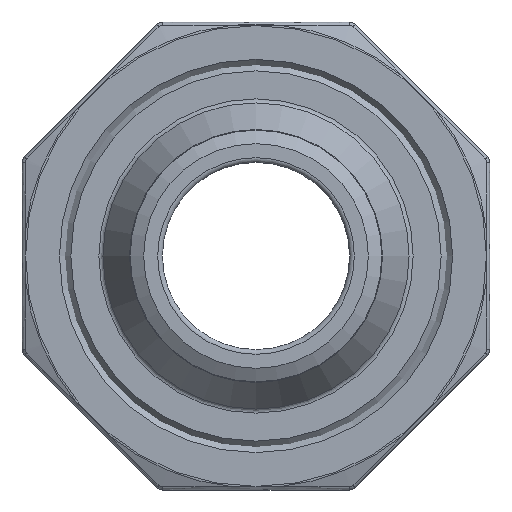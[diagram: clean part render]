
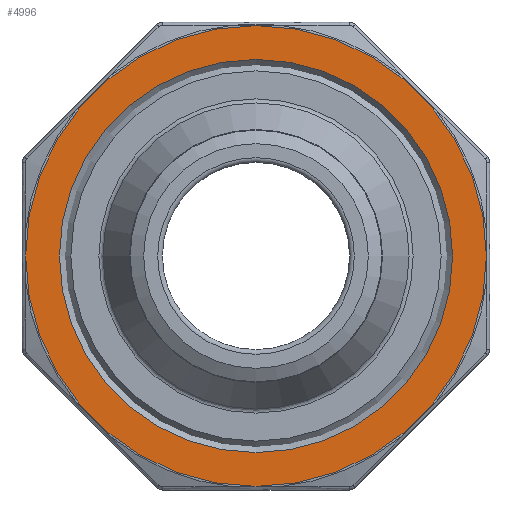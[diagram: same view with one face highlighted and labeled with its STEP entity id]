
A CAD part, left-side view. The second image highlights one B-rep face of the part: STEP entity #4996.
In plain terms, the highlighted planar face has unit normal (-1, 0, 0).
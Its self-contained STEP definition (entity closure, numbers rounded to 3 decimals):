
#590 = DIRECTION ( 'NONE',  ( 0., 0., 1. ) ) ;
#1399 = PLANE ( 'NONE',  #2687 ) ;
#1492 = DIRECTION ( 'NONE',  ( 0., 0., 1. ) ) ;
#2155 = DIRECTION ( 'NONE',  ( 0., 0., -1. ) ) ;
#2687 = AXIS2_PLACEMENT_3D ( 'NONE', #9184, #10787, #1492 ) ;
#3091 = VERTEX_POINT ( 'NONE', #18529 ) ;
#3159 = VERTEX_POINT ( 'NONE', #12539 ) ;
#4312 = CIRCLE ( 'NONE', #16583, 24.612 ) ;
#4528 = FACE_BOUND ( 'NONE', #10379, .T. ) ;
#4996 = ADVANCED_FACE ( 'NONE', ( #10882, #4528 ), #1399, .T. ) ;
#5323 = CARTESIAN_POINT ( 'NONE',  ( -9.5, 0., 0. ) ) ;
#5801 = ORIENTED_EDGE ( 'NONE', *, *, #6547, .T. ) ;
#6547 = EDGE_CURVE ( 'NONE', #3091, #3091, #18585, .T. ) ;
#6636 = AXIS2_PLACEMENT_3D ( 'NONE', #10812, #9718, #2155 ) ;
#8465 = DIRECTION ( 'NONE',  ( -1., 0., 0. ) ) ;
#9184 = CARTESIAN_POINT ( 'NONE',  ( -9.5, 34.92, 0. ) ) ;
#9370 = ORIENTED_EDGE ( 'NONE', *, *, #19665, .T. ) ;
#9718 = DIRECTION ( 'NONE',  ( 1., 0., 0. ) ) ;
#10379 = EDGE_LOOP ( 'NONE', ( #5801 ) ) ;
#10787 = DIRECTION ( 'NONE',  ( -1., 0., 0. ) ) ;
#10812 = CARTESIAN_POINT ( 'NONE',  ( -9.5, 0., 0. ) ) ;
#10882 = FACE_OUTER_BOUND ( 'NONE', #18421, .T. ) ;
#12539 = CARTESIAN_POINT ( 'NONE',  ( -9.5, 0., 24.612 ) ) ;
#16583 = AXIS2_PLACEMENT_3D ( 'NONE', #5323, #8465, #590 ) ;
#18421 = EDGE_LOOP ( 'NONE', ( #9370 ) ) ;
#18529 = CARTESIAN_POINT ( 'NONE',  ( -9.5, 0., -21. ) ) ;
#18585 = CIRCLE ( 'NONE', #6636, 21. ) ;
#19665 = EDGE_CURVE ( 'NONE', #3159, #3159, #4312, .T. ) ;
